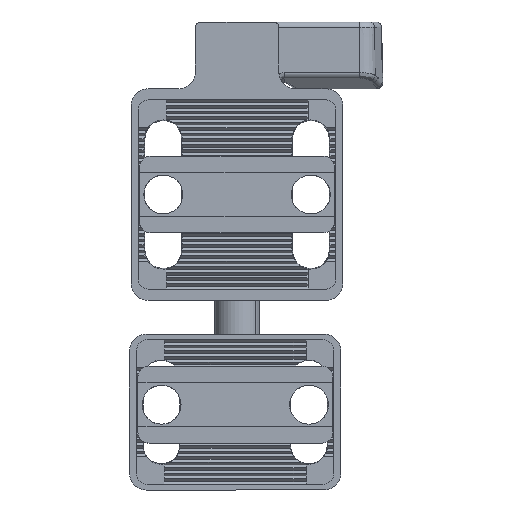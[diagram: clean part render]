
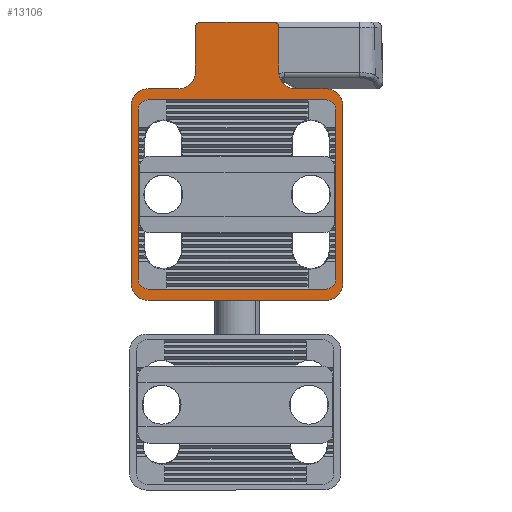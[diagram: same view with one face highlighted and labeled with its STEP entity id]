
A CAD part, left-side view. The second image highlights one B-rep face of the part: STEP entity #13106.
In plain terms, the highlighted planar face has unit normal (-1, 0, 0).
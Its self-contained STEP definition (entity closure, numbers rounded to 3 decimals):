
#88=FACE_BOUND('',#1910,.T.);
#427=PLANE('',#13930);
#1117=FACE_OUTER_BOUND('',#1909,.T.);
#1909=EDGE_LOOP('',(#9478,#9479,#9480,#9481,#9482,#9483,#9484,#9485,#9486,
#9487,#9488,#9489,#9490,#9491,#9492,#9493));
#1910=EDGE_LOOP('',(#9494,#9495,#9496,#9497,#9498,#9499,#9500,#9501));
#3155=LINE('',#19407,#4466);
#3161=LINE('',#19421,#4472);
#3165=LINE('',#19432,#4476);
#3166=LINE('',#19437,#4477);
#3167=LINE('',#19441,#4478);
#3168=LINE('',#19445,#4479);
#3169=LINE('',#19450,#4480);
#3170=LINE('',#19454,#4481);
#3171=LINE('',#19460,#4482);
#3172=LINE('',#19464,#4483);
#3173=LINE('',#19468,#4484);
#3174=LINE('',#19471,#4485);
#4466=VECTOR('',#15567,13.);
#4472=VECTOR('',#15577,32.);
#4476=VECTOR('',#15585,8.);
#4477=VECTOR('',#15590,8.);
#4478=VECTOR('',#15593,5.5);
#4479=VECTOR('',#15596,32.);
#4480=VECTOR('',#15601,32.);
#4481=VECTOR('',#15604,5.5);
#4482=VECTOR('',#15609,32.);
#4483=VECTOR('',#15612,30.5);
#4484=VECTOR('',#15615,32.);
#4485=VECTOR('',#15618,30.5);
#5395=CIRCLE('',#13931,1.);
#5396=CIRCLE('',#13932,1.);
#5397=CIRCLE('',#13933,3.);
#5398=CIRCLE('',#13934,3.);
#5399=CIRCLE('',#13935,3.);
#5400=CIRCLE('',#13936,3.);
#5401=CIRCLE('',#13937,3.);
#5402=CIRCLE('',#13938,3.);
#5403=CIRCLE('',#13939,1.75);
#5404=CIRCLE('',#13940,1.75);
#5405=CIRCLE('',#13941,1.75);
#5406=CIRCLE('',#13942,1.75);
#6020=VERTEX_POINT('',#19404);
#6021=VERTEX_POINT('',#19406);
#6026=VERTEX_POINT('',#19418);
#6027=VERTEX_POINT('',#19420);
#6031=VERTEX_POINT('',#19430);
#6032=VERTEX_POINT('',#19431);
#6033=VERTEX_POINT('',#19434);
#6034=VERTEX_POINT('',#19436);
#6035=VERTEX_POINT('',#19438);
#6036=VERTEX_POINT('',#19440);
#6037=VERTEX_POINT('',#19442);
#6038=VERTEX_POINT('',#19444);
#6039=VERTEX_POINT('',#19447);
#6040=VERTEX_POINT('',#19449);
#6041=VERTEX_POINT('',#19451);
#6042=VERTEX_POINT('',#19453);
#6043=VERTEX_POINT('',#19456);
#6044=VERTEX_POINT('',#19457);
#6045=VERTEX_POINT('',#19459);
#6046=VERTEX_POINT('',#19461);
#6047=VERTEX_POINT('',#19463);
#6048=VERTEX_POINT('',#19465);
#6049=VERTEX_POINT('',#19467);
#6050=VERTEX_POINT('',#19469);
#7352=EDGE_CURVE('',#6020,#6021,#3155,.T.);
#7359=EDGE_CURVE('',#6027,#6026,#3161,.T.);
#7364=EDGE_CURVE('',#6031,#6032,#3165,.T.);
#7365=EDGE_CURVE('',#6032,#6021,#5395,.T.);
#7366=EDGE_CURVE('',#6020,#6033,#5396,.T.);
#7367=EDGE_CURVE('',#6033,#6034,#3166,.T.);
#7368=EDGE_CURVE('',#6034,#6035,#5397,.T.);
#7369=EDGE_CURVE('',#6035,#6036,#3167,.T.);
#7370=EDGE_CURVE('',#6036,#6037,#5398,.T.);
#7371=EDGE_CURVE('',#6037,#6038,#3168,.T.);
#7372=EDGE_CURVE('',#6038,#6027,#5399,.T.);
#7373=EDGE_CURVE('',#6026,#6039,#5400,.T.);
#7374=EDGE_CURVE('',#6040,#6039,#3169,.T.);
#7375=EDGE_CURVE('',#6040,#6041,#5401,.T.);
#7376=EDGE_CURVE('',#6041,#6042,#3170,.T.);
#7377=EDGE_CURVE('',#6042,#6031,#5402,.T.);
#7378=EDGE_CURVE('',#6043,#6044,#5403,.T.);
#7379=EDGE_CURVE('',#6045,#6043,#3171,.T.);
#7380=EDGE_CURVE('',#6046,#6045,#5404,.T.);
#7381=EDGE_CURVE('',#6047,#6046,#3172,.T.);
#7382=EDGE_CURVE('',#6048,#6047,#5405,.T.);
#7383=EDGE_CURVE('',#6049,#6048,#3173,.T.);
#7384=EDGE_CURVE('',#6050,#6049,#5406,.T.);
#7385=EDGE_CURVE('',#6044,#6050,#3174,.T.);
#9478=ORIENTED_EDGE('',*,*,#7364,.T.);
#9479=ORIENTED_EDGE('',*,*,#7365,.T.);
#9480=ORIENTED_EDGE('',*,*,#7352,.F.);
#9481=ORIENTED_EDGE('',*,*,#7366,.T.);
#9482=ORIENTED_EDGE('',*,*,#7367,.T.);
#9483=ORIENTED_EDGE('',*,*,#7368,.T.);
#9484=ORIENTED_EDGE('',*,*,#7369,.T.);
#9485=ORIENTED_EDGE('',*,*,#7370,.T.);
#9486=ORIENTED_EDGE('',*,*,#7371,.T.);
#9487=ORIENTED_EDGE('',*,*,#7372,.T.);
#9488=ORIENTED_EDGE('',*,*,#7359,.T.);
#9489=ORIENTED_EDGE('',*,*,#7373,.T.);
#9490=ORIENTED_EDGE('',*,*,#7374,.F.);
#9491=ORIENTED_EDGE('',*,*,#7375,.T.);
#9492=ORIENTED_EDGE('',*,*,#7376,.T.);
#9493=ORIENTED_EDGE('',*,*,#7377,.T.);
#9494=ORIENTED_EDGE('',*,*,#7378,.F.);
#9495=ORIENTED_EDGE('',*,*,#7379,.F.);
#9496=ORIENTED_EDGE('',*,*,#7380,.F.);
#9497=ORIENTED_EDGE('',*,*,#7381,.F.);
#9498=ORIENTED_EDGE('',*,*,#7382,.F.);
#9499=ORIENTED_EDGE('',*,*,#7383,.F.);
#9500=ORIENTED_EDGE('',*,*,#7384,.F.);
#9501=ORIENTED_EDGE('',*,*,#7385,.F.);
#13106=ADVANCED_FACE('',(#1117,#88),#427,.F.);
#13930=AXIS2_PLACEMENT_3D('',#19429,#15583,#15584);
#13931=AXIS2_PLACEMENT_3D('',#19433,#15586,#15587);
#13932=AXIS2_PLACEMENT_3D('',#19435,#15588,#15589);
#13933=AXIS2_PLACEMENT_3D('',#19439,#15591,#15592);
#13934=AXIS2_PLACEMENT_3D('',#19443,#15594,#15595);
#13935=AXIS2_PLACEMENT_3D('',#19446,#15597,#15598);
#13936=AXIS2_PLACEMENT_3D('',#19448,#15599,#15600);
#13937=AXIS2_PLACEMENT_3D('',#19452,#15602,#15603);
#13938=AXIS2_PLACEMENT_3D('',#19455,#15605,#15606);
#13939=AXIS2_PLACEMENT_3D('',#19458,#15607,#15608);
#13940=AXIS2_PLACEMENT_3D('',#19462,#15610,#15611);
#13941=AXIS2_PLACEMENT_3D('',#19466,#15613,#15614);
#13942=AXIS2_PLACEMENT_3D('',#19470,#15616,#15617);
#15567=DIRECTION('',(0.,-1.,0.));
#15577=DIRECTION('',(0.,-1.,0.));
#15583=DIRECTION('center_axis',(1.,0.,0.));
#15584=DIRECTION('ref_axis',(0.,1.,0.));
#15585=DIRECTION('',(0.,0.,1.));
#15586=DIRECTION('center_axis',(-1.,0.,0.));
#15587=DIRECTION('ref_axis',(0.,1.,0.));
#15588=DIRECTION('center_axis',(-1.,0.,0.));
#15589=DIRECTION('ref_axis',(0.,1.,0.));
#15590=DIRECTION('',(0.,0.,-1.));
#15591=DIRECTION('center_axis',(1.,0.,0.));
#15592=DIRECTION('ref_axis',(0.,1.,0.));
#15593=DIRECTION('',(0.,1.,0.));
#15594=DIRECTION('center_axis',(-1.,0.,0.));
#15595=DIRECTION('ref_axis',(0.,1.,0.));
#15596=DIRECTION('',(0.,0.,-1.));
#15597=DIRECTION('center_axis',(-1.,0.,0.));
#15598=DIRECTION('ref_axis',(0.,1.,0.));
#15599=DIRECTION('center_axis',(-1.,0.,0.));
#15600=DIRECTION('ref_axis',(0.,1.,0.));
#15601=DIRECTION('',(0.,0.,-1.));
#15602=DIRECTION('center_axis',(-1.,0.,0.));
#15603=DIRECTION('ref_axis',(0.,1.,0.));
#15604=DIRECTION('',(0.,1.,0.));
#15605=DIRECTION('center_axis',(1.,0.,0.));
#15606=DIRECTION('ref_axis',(0.,-1.,0.));
#15607=DIRECTION('center_axis',(-1.,0.,0.));
#15608=DIRECTION('ref_axis',(0.,1.,0.));
#15609=DIRECTION('',(0.,1.,0.));
#15610=DIRECTION('center_axis',(-1.,0.,0.));
#15611=DIRECTION('ref_axis',(0.,1.,0.));
#15612=DIRECTION('',(0.,0.,1.));
#15613=DIRECTION('center_axis',(-1.,0.,0.));
#15614=DIRECTION('ref_axis',(0.,1.,0.));
#15615=DIRECTION('',(0.,-1.,0.));
#15616=DIRECTION('center_axis',(-1.,0.,0.));
#15617=DIRECTION('ref_axis',(0.,-1.,0.));
#15618=DIRECTION('',(0.,0.,-1.));
#19404=CARTESIAN_POINT('',(-8.,6.5,50.));
#19406=CARTESIAN_POINT('',(-8.,-6.5,50.));
#19407=CARTESIAN_POINT('',(-8.,19.,50.));
#19418=CARTESIAN_POINT('',(-8.,-16.,0.));
#19420=CARTESIAN_POINT('',(-8.,16.,0.));
#19421=CARTESIAN_POINT('',(-8.,19.,0.));
#19429=CARTESIAN_POINT('Origin',(-8.,19.,50.));
#19430=CARTESIAN_POINT('',(-8.,-7.5,41.));
#19431=CARTESIAN_POINT('',(-8.,-7.5,49.));
#19432=CARTESIAN_POINT('',(-8.,-7.5,50.));
#19433=CARTESIAN_POINT('Origin',(-8.,-6.5,49.));
#19434=CARTESIAN_POINT('',(-8.,7.5,49.));
#19435=CARTESIAN_POINT('Origin',(-8.,6.5,49.));
#19436=CARTESIAN_POINT('',(-8.,7.5,41.));
#19437=CARTESIAN_POINT('',(-8.,7.5,50.));
#19438=CARTESIAN_POINT('',(-8.,10.5,38.));
#19439=CARTESIAN_POINT('Origin',(-8.,10.5,41.));
#19440=CARTESIAN_POINT('',(-8.,16.,38.));
#19441=CARTESIAN_POINT('',(-8.,10.5,38.));
#19442=CARTESIAN_POINT('',(-8.,19.,35.));
#19443=CARTESIAN_POINT('Origin',(-8.,16.,35.));
#19444=CARTESIAN_POINT('',(-8.,19.,3.));
#19445=CARTESIAN_POINT('',(-8.,19.,50.));
#19446=CARTESIAN_POINT('Origin',(-8.,16.,3.));
#19447=CARTESIAN_POINT('',(-8.,-19.,3.));
#19448=CARTESIAN_POINT('Origin',(-8.,-16.,3.));
#19449=CARTESIAN_POINT('',(-8.,-19.,35.));
#19450=CARTESIAN_POINT('',(-8.,-19.,50.));
#19451=CARTESIAN_POINT('',(-8.,-16.,38.));
#19452=CARTESIAN_POINT('Origin',(-8.,-16.,35.));
#19453=CARTESIAN_POINT('',(-8.,-10.5,38.));
#19454=CARTESIAN_POINT('',(-8.,-10.5,38.));
#19455=CARTESIAN_POINT('Origin',(-8.,-10.5,41.));
#19456=CARTESIAN_POINT('',(-8.,16.,36.));
#19457=CARTESIAN_POINT('',(-8.,17.75,34.25));
#19458=CARTESIAN_POINT('Origin',(-8.,16.,34.25));
#19459=CARTESIAN_POINT('',(-8.,-16.,36.));
#19460=CARTESIAN_POINT('',(-8.,16.,36.));
#19461=CARTESIAN_POINT('',(-8.,-17.75,34.25));
#19462=CARTESIAN_POINT('Origin',(-8.,-16.,34.25));
#19463=CARTESIAN_POINT('',(-8.,-17.75,3.75));
#19464=CARTESIAN_POINT('',(-8.,-17.75,34.25));
#19465=CARTESIAN_POINT('',(-8.,-16.,2.));
#19466=CARTESIAN_POINT('Origin',(-8.,-16.,3.75));
#19467=CARTESIAN_POINT('',(-8.,16.,2.));
#19468=CARTESIAN_POINT('',(-8.,16.,2.));
#19469=CARTESIAN_POINT('',(-8.,17.75,3.75));
#19470=CARTESIAN_POINT('Origin',(-8.,16.,3.75));
#19471=CARTESIAN_POINT('',(-8.,17.75,34.25));
